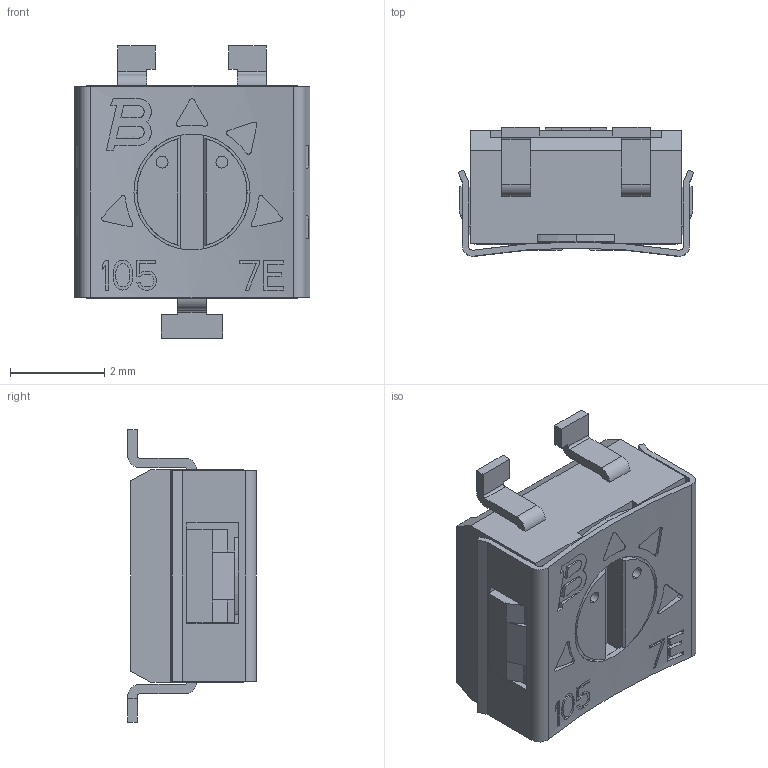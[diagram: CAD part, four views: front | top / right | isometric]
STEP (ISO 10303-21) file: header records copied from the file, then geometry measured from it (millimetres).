
FILE_DESCRIPTION((''),'2;1');
FILE_NAME('3314J_LID1R_7','2013-08-02T',('MaxM'),('Bourns, Inc.'),'PRO/ENGINEER BY PARAMETRIC TECHNOLOGY CORPORATION, 2012230','PRO/ENGINEER BY PARAMETRIC TECHNOLOGY CORPORATION, 2012230','');
FILE_SCHEMA(('CONFIG_CONTROL_DESIGN'));
Length unit declared in the file: inch
Products named in the file (1): 3314J_LID1R_7
Bounding box: 5 x 2.73 x 6.2 mm (x, y, z)
Volume: 36.2 mm3; surface area: 227.1 mm2
Topology: 1 solids, 2 shells, 387 faces, 1084 edges, 717 vertices
Faces by surface type: plane 307, cylinder 68, cone 8, torus 4
Entity records: 12696 total; most frequent: CARTESIAN_POINT 2762, ORIENTED_EDGE 2168, DIRECTION 1888, EDGE_CURVE 1084, VECTOR 782, LINE 782, VERTEX_POINT 717, AXIS2_PLACEMENT_3D 553
